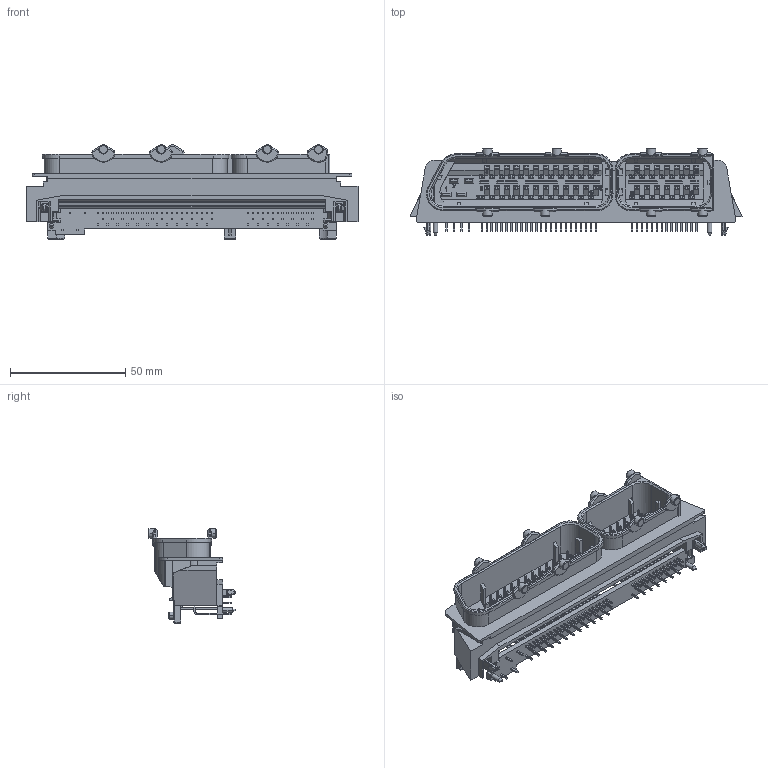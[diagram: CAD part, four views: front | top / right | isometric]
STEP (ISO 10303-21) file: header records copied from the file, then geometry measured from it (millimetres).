
FILE_DESCRIPTION((''),'2;1');
FILE_NAME('C-8-1393476-0','2017-03-13T',('workeradm'),('Tyco Electronics Ltd.'),'CREO PARAMETRIC BY PTC INC, 2016050','CREO PARAMETRIC BY PTC INC, 2016050','');
FILE_SCHEMA(('AUTOMOTIVE_DESIGN { 1 0 10303 214 1 1 1 1 }'));
Products named in the file (1): C-8-1393476-0
Bounding box: 143.88 x 37.87 x 40.9 mm (x, y, z)
Volume: 35693.9 mm3; surface area: 37512.4 mm2
Topology: 1 solids, 1 shells, 3931 faces, 10620 edges, 6906 vertices
Faces by surface type: plane 3497, cylinder 350, cone 50, sphere 16, torus 14, bspline 4
Entity records: 121899 total; most frequent: CARTESIAN_POINT 22828, ORIENTED_EDGE 21232, DIRECTION 18903, EDGE_CURVE 10616, VECTOR 9629, LINE 9629, VERTEX_POINT 6906, AXIS2_PLACEMENT_3D 4637
